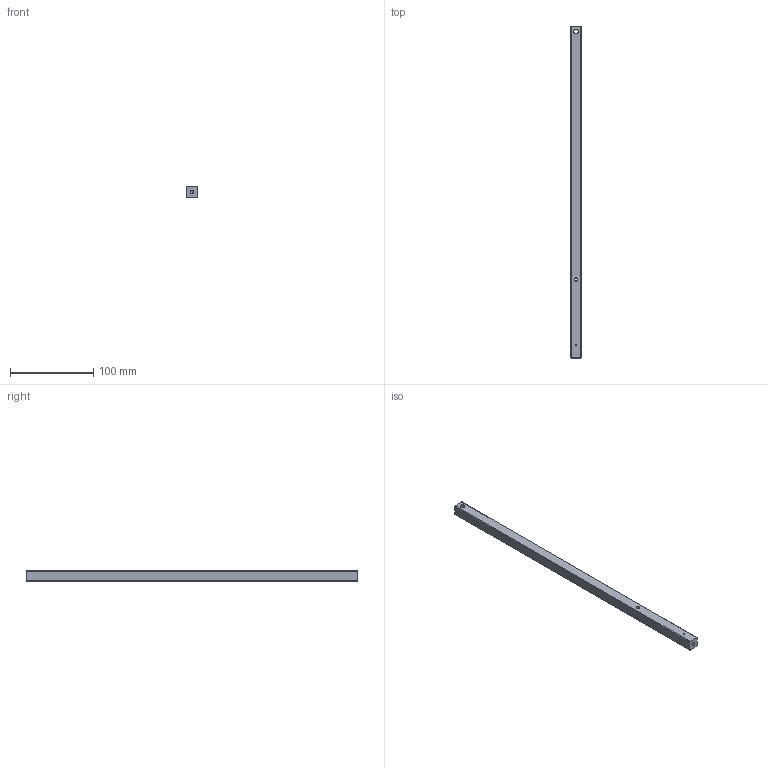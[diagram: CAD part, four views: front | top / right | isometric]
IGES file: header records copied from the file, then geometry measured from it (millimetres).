
Start section: SolidWorks IGES file using analytic representation for surfaces
Global section: file name: D1002997_aLIGO_MC_Tube_Baffle_Aperture_Mid_Support_WAMCB1.IGS; native system: SolidWorks 2010; preprocessor: SolidWorks 2010; author: tnguyen; date: 110801.141820; units: inch
Bounding box: 12.7 x 399.42 x 12.7 mm (x, y, z)
Surface area: 20679 mm2 (no closed solid volume)
Topology: 0 solids, 0 shells, 22 faces, 400 edges, 398 vertices
Faces by surface type: revolution 16, bspline 6
